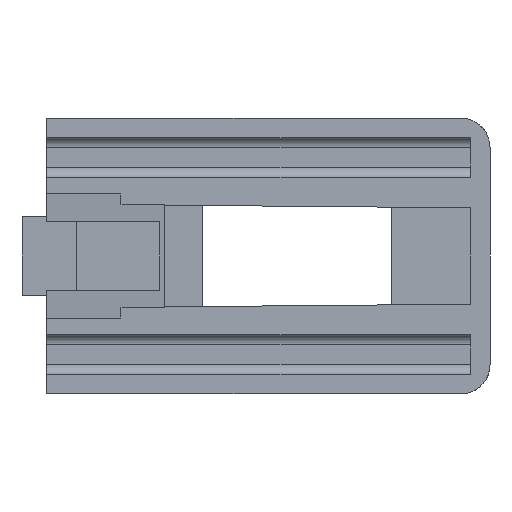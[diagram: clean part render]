
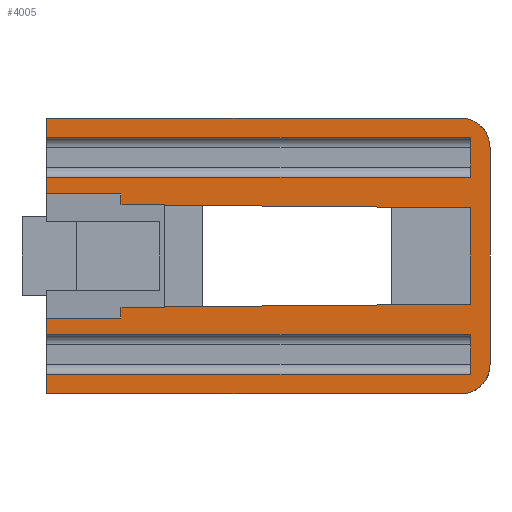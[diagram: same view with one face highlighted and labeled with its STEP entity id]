
A CAD part, front view. The second image highlights one B-rep face of the part: STEP entity #4005.
In plain terms, the highlighted planar face has unit normal (0, -1, 0).
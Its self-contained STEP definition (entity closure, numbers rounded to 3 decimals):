
#264=PLANE('',#2175);
#290=VECTOR('',#1277,1.);
#297=VECTOR('',#1287,1.);
#299=VECTOR('',#1290,1.);
#334=VECTOR('',#1388,1.);
#338=VECTOR('',#1396,1.);
#350=VECTOR('',#1420,1.);
#354=VECTOR('',#1428,1.);
#364=VECTOR('',#1439,1.);
#368=VECTOR('',#1443,1.);
#375=VECTOR('',#1452,1.);
#393=VECTOR('',#1502,1.);
#397=VECTOR('',#1507,1.);
#413=VECTOR('',#1546,1.);
#417=VECTOR('',#1551,1.);
#421=VECTOR('',#1559,1.);
#423=VECTOR('',#1562,1.);
#500=VECTOR('',#1773,1.);
#504=VECTOR('',#1783,1.);
#543=VECTOR('',#1867,1.);
#544=VECTOR('',#1869,1.);
#553=VECTOR('',#1883,1.);
#556=VECTOR('',#1886,1.);
#557=VECTOR('',#1888,1.);
#558=VECTOR('',#1890,1.);
#559=VECTOR('',#1896,1.);
#560=VECTOR('',#1897,1.);
#589=LINE('',#16038,#290);
#596=LINE('',#16055,#297);
#598=LINE('',#16059,#299);
#633=LINE('',#16196,#334);
#637=LINE('',#16208,#338);
#649=LINE('',#16244,#350);
#653=LINE('',#16256,#354);
#663=LINE('',#16276,#364);
#667=LINE('',#16284,#368);
#674=LINE('',#16295,#375);
#692=LINE('',#16347,#393);
#696=LINE('',#16354,#397);
#712=LINE('',#16399,#413);
#716=LINE('',#16407,#417);
#720=LINE('',#16414,#421);
#722=LINE('',#16417,#423);
#799=LINE('',#16629,#500);
#803=LINE('',#16637,#504);
#842=LINE('',#16732,#543);
#843=LINE('',#16734,#544);
#852=LINE('',#16751,#553);
#855=LINE('',#16754,#556);
#856=LINE('',#16756,#557);
#857=LINE('',#16758,#558);
#858=LINE('',#16762,#559);
#859=LINE('',#16764,#560);
#963=VERTEX_POINT('',#16036);
#965=VERTEX_POINT('',#16039);
#972=VERTEX_POINT('',#16054);
#973=VERTEX_POINT('',#16056);
#974=VERTEX_POINT('',#16060);
#975=VERTEX_POINT('',#16061);
#1043=VERTEX_POINT('',#16195);
#1044=VERTEX_POINT('',#16197);
#1049=VERTEX_POINT('',#16207);
#1050=VERTEX_POINT('',#16209);
#1067=VERTEX_POINT('',#16243);
#1068=VERTEX_POINT('',#16245);
#1073=VERTEX_POINT('',#16255);
#1074=VERTEX_POINT('',#16257);
#1082=VERTEX_POINT('',#16275);
#1083=VERTEX_POINT('',#16277);
#1086=VERTEX_POINT('',#16283);
#1089=VERTEX_POINT('',#16296);
#1090=VERTEX_POINT('',#16297);
#1105=VERTEX_POINT('',#16348);
#1106=VERTEX_POINT('',#16353);
#1122=VERTEX_POINT('',#16398);
#1123=VERTEX_POINT('',#16400);
#1125=VERTEX_POINT('',#16406);
#1177=VERTEX_POINT('',#16628);
#1204=VERTEX_POINT('',#16731);
#1205=VERTEX_POINT('',#16735);
#1208=VERTEX_POINT('',#16763);
#1277=DIRECTION('',(-1.,0.,-0.009));
#1287=DIRECTION('',(-1.,0.,-0.009));
#1290=DIRECTION('',(1.,0.,-0.009));
#1388=DIRECTION('',(0.,0.,-1.));
#1396=DIRECTION('',(0.,0.,-1.));
#1420=DIRECTION('',(0.,0.,-1.));
#1428=DIRECTION('',(0.,0.,-1.));
#1439=DIRECTION('',(0.,0.,-1.));
#1443=DIRECTION('',(0.,0.,-1.));
#1452=DIRECTION('',(0.,0.,-1.));
#1502=DIRECTION('',(1.,0.,0.));
#1507=DIRECTION('',(1.,0.,0.));
#1546=DIRECTION('',(0.,0.,-1.));
#1551=DIRECTION('',(-1.,0.,0.));
#1559=DIRECTION('',(-1.,0.,0.));
#1562=DIRECTION('',(-1.,0.,0.));
#1773=DIRECTION('',(0.,0.,-1.));
#1783=DIRECTION('',(-1.,0.,0.));
#1867=DIRECTION('',(1.,0.,0.));
#1869=DIRECTION('',(1.,0.,0.));
#1883=DIRECTION('',(0.,0.,-1.));
#1886=DIRECTION('',(0.,0.,-1.));
#1888=DIRECTION('',(-1.,0.,0.));
#1890=DIRECTION('',(-1.,0.,0.));
#1891=DIRECTION('',(0.,1.,0.));
#1892=DIRECTION('',(0.,-1.,0.));
#1893=DIRECTION('',(0.,0.,3.021));
#1894=DIRECTION('',(0.,-1.,0.));
#1895=DIRECTION('',(0.,0.,3.021));
#1896=DIRECTION('',(1.,0.,-0.009));
#1897=DIRECTION('',(0.,0.,-1.));
#2175=AXIS2_PLACEMENT_3D('',#16759,#1891,$);
#2176=AXIS2_PLACEMENT_3D('',#16760,#1892,#1893);
#2177=AXIS2_PLACEMENT_3D('',#16761,#1894,#1895);
#2296=CIRCLE('',#2176,3.021);
#2297=CIRCLE('',#2177,3.021);
#2327=EDGE_CURVE('',#965,#963,#589,.T.);
#2335=EDGE_CURVE('',#973,#972,#596,.T.);
#2337=EDGE_CURVE('',#974,#975,#598,.T.);
#2406=EDGE_CURVE('',#1044,#1043,#633,.T.);
#2412=EDGE_CURVE('',#1050,#1049,#637,.T.);
#2430=EDGE_CURVE('',#1068,#1067,#649,.T.);
#2436=EDGE_CURVE('',#1074,#1073,#653,.T.);
#2446=EDGE_CURVE('',#1083,#1082,#663,.T.);
#2450=EDGE_CURVE('',#972,#1086,#667,.T.);
#2457=EDGE_CURVE('',#1089,#1090,#674,.T.);
#2485=EDGE_CURVE('',#1050,#1105,#692,.T.);
#2489=EDGE_CURVE('',#1067,#1106,#696,.T.);
#2512=EDGE_CURVE('',#1123,#1122,#712,.T.);
#2516=EDGE_CURVE('',#1125,#1073,#716,.T.);
#2520=EDGE_CURVE('',#1122,#1044,#720,.T.);
#2522=EDGE_CURVE('',#1123,#1049,#722,.T.);
#2625=EDGE_CURVE('',#1125,#1177,#799,.T.);
#2629=EDGE_CURVE('',#1177,#1068,#803,.T.);
#2676=EDGE_CURVE('',#1043,#1204,#842,.T.);
#2677=EDGE_CURVE('',#1074,#1205,#843,.T.);
#2686=EDGE_CURVE('',#963,#1205,#852,.T.);
#2689=EDGE_CURVE('',#1204,#974,#855,.T.);
#2690=EDGE_CURVE('',#1086,#965,#856,.T.);
#2691=EDGE_CURVE('',#1083,#975,#857,.T.);
#2692=EDGE_CURVE('',#1106,#1090,#2296,.T.);
#2693=EDGE_CURVE('',#1089,#1105,#2297,.T.);
#2694=EDGE_CURVE('',#1082,#1208,#858,.T.);
#2695=EDGE_CURVE('',#1208,#973,#859,.T.);
#3443=ORIENTED_EDGE('',*,*,#2327,.T.);
#3444=ORIENTED_EDGE('',*,*,#2686,.T.);
#3445=ORIENTED_EDGE('',*,*,#2677,.F.);
#3446=ORIENTED_EDGE('',*,*,#2436,.T.);
#3447=ORIENTED_EDGE('',*,*,#2516,.F.);
#3448=ORIENTED_EDGE('',*,*,#2625,.T.);
#3449=ORIENTED_EDGE('',*,*,#2629,.T.);
#3450=ORIENTED_EDGE('',*,*,#2430,.T.);
#3451=ORIENTED_EDGE('',*,*,#2489,.T.);
#3452=ORIENTED_EDGE('',*,*,#2692,.T.);
#3453=ORIENTED_EDGE('',*,*,#2457,.F.);
#3454=ORIENTED_EDGE('',*,*,#2693,.T.);
#3455=ORIENTED_EDGE('',*,*,#2485,.F.);
#3456=ORIENTED_EDGE('',*,*,#2412,.T.);
#3457=ORIENTED_EDGE('',*,*,#2522,.F.);
#3458=ORIENTED_EDGE('',*,*,#2512,.T.);
#3459=ORIENTED_EDGE('',*,*,#2520,.T.);
#3460=ORIENTED_EDGE('',*,*,#2406,.T.);
#3461=ORIENTED_EDGE('',*,*,#2676,.T.);
#3462=ORIENTED_EDGE('',*,*,#2689,.T.);
#3463=ORIENTED_EDGE('',*,*,#2337,.T.);
#3464=ORIENTED_EDGE('',*,*,#2691,.F.);
#3465=ORIENTED_EDGE('',*,*,#2446,.T.);
#3466=ORIENTED_EDGE('',*,*,#2694,.T.);
#3467=ORIENTED_EDGE('',*,*,#2695,.T.);
#3468=ORIENTED_EDGE('',*,*,#2335,.T.);
#3469=ORIENTED_EDGE('',*,*,#2450,.T.);
#3470=ORIENTED_EDGE('',*,*,#2690,.T.);
#3693=EDGE_LOOP('',(#3443,#3444,#3445,#3446,#3447,#3448,#3449,#3450,#3451,
#3452,#3453,#3454,#3455,#3456,#3457,#3458,#3459,#3460,#3461,#3462,#3463,
#3464,#3465,#3466,#3467,#3468,#3469,#3470));
#3856=FACE_BOUND('',#3693,.T.);
#4005=ADVANCED_FACE('',(#3856),#264,.F.);
#16036=CARTESIAN_POINT('',(7.59,0.,-5.236));
#16038=CARTESIAN_POINT('',(7.75,0.,-5.235));
#16039=CARTESIAN_POINT('',(7.75,0.,-5.235));
#16054=CARTESIAN_POINT('',(12.084,0.,-5.197));
#16055=CARTESIAN_POINT('',(43.3,0.,-4.925));
#16056=CARTESIAN_POINT('',(43.3,0.,-4.925));
#16059=CARTESIAN_POINT('',(7.59,0.,5.236));
#16060=CARTESIAN_POINT('',(7.59,0.,5.236));
#16061=CARTESIAN_POINT('',(7.75,0.,5.235));
#16195=CARTESIAN_POINT('',(0.,0.,6.344));
#16196=CARTESIAN_POINT('',(0.,0.,8.06));
#16197=CARTESIAN_POINT('',(0.,0.,8.06));
#16207=CARTESIAN_POINT('',(0.,0.,12.09));
#16208=CARTESIAN_POINT('',(0.,0.,14.098));
#16209=CARTESIAN_POINT('',(0.,0.,14.098));
#16243=CARTESIAN_POINT('',(0.,0.,-14.098));
#16244=CARTESIAN_POINT('',(0.,0.,-12.09));
#16245=CARTESIAN_POINT('',(0.,0.,-12.09));
#16255=CARTESIAN_POINT('',(0.,0.,-8.06));
#16256=CARTESIAN_POINT('',(0.,0.,-6.344));
#16257=CARTESIAN_POINT('',(0.,0.,-6.344));
#16275=CARTESIAN_POINT('',(12.084,0.,5.197));
#16276=CARTESIAN_POINT('',(12.084,0.,5.235));
#16277=CARTESIAN_POINT('',(12.084,0.,5.235));
#16283=CARTESIAN_POINT('',(12.084,0.,-5.235));
#16284=CARTESIAN_POINT('',(12.084,0.,-5.197));
#16295=CARTESIAN_POINT('',(45.315,0.,11.077));
#16296=CARTESIAN_POINT('',(45.315,0.,11.077));
#16297=CARTESIAN_POINT('',(45.315,0.,-11.077));
#16347=CARTESIAN_POINT('',(0.,0.,14.098));
#16348=CARTESIAN_POINT('',(42.294,0.,14.098));
#16353=CARTESIAN_POINT('',(42.294,0.,-14.098));
#16354=CARTESIAN_POINT('',(0.,0.,-14.098));
#16398=CARTESIAN_POINT('',(43.301,0.,8.06));
#16399=CARTESIAN_POINT('',(43.301,0.,12.09));
#16400=CARTESIAN_POINT('',(43.301,0.,12.09));
#16406=CARTESIAN_POINT('',(43.301,0.,-8.06));
#16407=CARTESIAN_POINT('',(43.301,0.,-8.06));
#16414=CARTESIAN_POINT('',(43.301,0.,8.06));
#16417=CARTESIAN_POINT('',(43.301,0.,12.09));
#16628=CARTESIAN_POINT('',(43.301,0.,-12.09));
#16629=CARTESIAN_POINT('',(43.301,0.,-8.06));
#16637=CARTESIAN_POINT('',(43.301,0.,-12.09));
#16731=CARTESIAN_POINT('',(7.59,0.,6.344));
#16732=CARTESIAN_POINT('',(0.,0.,6.344));
#16734=CARTESIAN_POINT('',(0.,0.,-6.344));
#16735=CARTESIAN_POINT('',(7.59,0.,-6.344));
#16751=CARTESIAN_POINT('',(7.59,0.,-5.236));
#16754=CARTESIAN_POINT('',(7.59,0.,6.344));
#16756=CARTESIAN_POINT('',(12.084,0.,-5.235));
#16758=CARTESIAN_POINT('',(12.084,0.,5.235));
#16759=CARTESIAN_POINT('',(0.,0.,14.098));
#16760=CARTESIAN_POINT('',(42.294,0.,-11.077));
#16761=CARTESIAN_POINT('',(42.294,0.,11.077));
#16762=CARTESIAN_POINT('',(12.084,0.,5.197));
#16763=CARTESIAN_POINT('',(43.3,0.,4.925));
#16764=CARTESIAN_POINT('',(43.3,0.,4.925));
